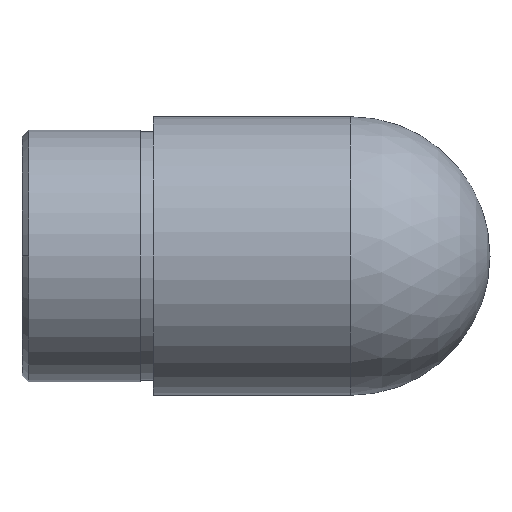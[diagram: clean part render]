
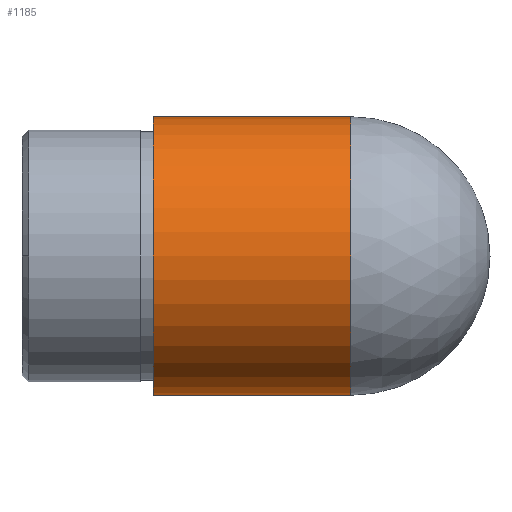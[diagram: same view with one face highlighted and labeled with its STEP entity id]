
A CAD part, left-side view. The second image highlights one B-rep face of the part: STEP entity #1185.
In plain terms, the highlighted cylindrical face has radius 21.2 mm (diameter 42.4 mm), a partial arc.
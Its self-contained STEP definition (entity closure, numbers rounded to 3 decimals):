
#92 = AXIS2_PLACEMENT_3D ( 'NONE', #279, #1315, #273 ) ;
#152 = DIRECTION ( 'NONE',  ( 0., 0., 1. ) ) ;
#164 = FACE_OUTER_BOUND ( 'NONE', #492, .T. ) ;
#183 = CARTESIAN_POINT ( 'NONE',  ( 0., 0., 21.2 ) ) ;
#186 = CARTESIAN_POINT ( 'NONE',  ( 0., 0., 0. ) ) ;
#234 = DIRECTION ( 'NONE',  ( 0., -1., 0. ) ) ;
#250 = DIRECTION ( 'NONE',  ( 0., -1., 0. ) ) ;
#273 = DIRECTION ( 'NONE',  ( 0., 0., 1. ) ) ;
#279 = CARTESIAN_POINT ( 'NONE',  ( 0., 30., 0. ) ) ;
#305 = DIRECTION ( 'NONE',  ( 0., 0., 1. ) ) ;
#359 = CARTESIAN_POINT ( 'NONE',  ( 0., 0., 21.2 ) ) ;
#399 = EDGE_CURVE ( 'NONE', #1007, #1093, #963, .T. ) ;
#443 = CARTESIAN_POINT ( 'NONE',  ( 0., 0., -21.2 ) ) ;
#461 = ORIENTED_EDGE ( 'NONE', *, *, #550, .F. ) ;
#463 = VERTEX_POINT ( 'NONE', #512 ) ;
#467 = CARTESIAN_POINT ( 'NONE',  ( 0., 0., 0. ) ) ;
#492 = EDGE_LOOP ( 'NONE', ( #1214, #640, #678, #461 ) ) ;
#512 = CARTESIAN_POINT ( 'NONE',  ( 0., 30., 21.2 ) ) ;
#528 = VERTEX_POINT ( 'NONE', #1246 ) ;
#546 = VECTOR ( 'NONE', #735, 1000. ) ;
#550 = EDGE_CURVE ( 'NONE', #463, #1093, #1091, .T. ) ;
#640 = ORIENTED_EDGE ( 'NONE', *, *, #954, .T. ) ;
#666 = AXIS2_PLACEMENT_3D ( 'NONE', #467, #250, #152 ) ;
#668 = LINE ( 'NONE', #443, #1055 ) ;
#678 = ORIENTED_EDGE ( 'NONE', *, *, #399, .T. ) ;
#735 = DIRECTION ( 'NONE',  ( 0., -1., 0. ) ) ;
#766 = EDGE_CURVE ( 'NONE', #528, #463, #1017, .T. ) ;
#954 = EDGE_CURVE ( 'NONE', #528, #1007, #668, .T. ) ;
#963 = CIRCLE ( 'NONE', #1100, 21.2 ) ;
#1007 = VERTEX_POINT ( 'NONE', #1259 ) ;
#1017 = CIRCLE ( 'NONE', #92, 21.2 ) ;
#1055 = VECTOR ( 'NONE', #234, 1000. ) ;
#1091 = LINE ( 'NONE', #183, #546 ) ;
#1093 = VERTEX_POINT ( 'NONE', #359 ) ;
#1100 = AXIS2_PLACEMENT_3D ( 'NONE', #186, #1333, #305 ) ;
#1167 = CYLINDRICAL_SURFACE ( 'NONE', #666, 21.2 ) ;
#1185 = ADVANCED_FACE ( 'NONE', ( #164 ), #1167, .T. ) ;
#1214 = ORIENTED_EDGE ( 'NONE', *, *, #766, .F. ) ;
#1246 = CARTESIAN_POINT ( 'NONE',  ( 0., 30., -21.2 ) ) ;
#1259 = CARTESIAN_POINT ( 'NONE',  ( 0., 0., -21.2 ) ) ;
#1315 = DIRECTION ( 'NONE',  ( 0., 1., 0. ) ) ;
#1333 = DIRECTION ( 'NONE',  ( 0., 1., 0. ) ) ;
